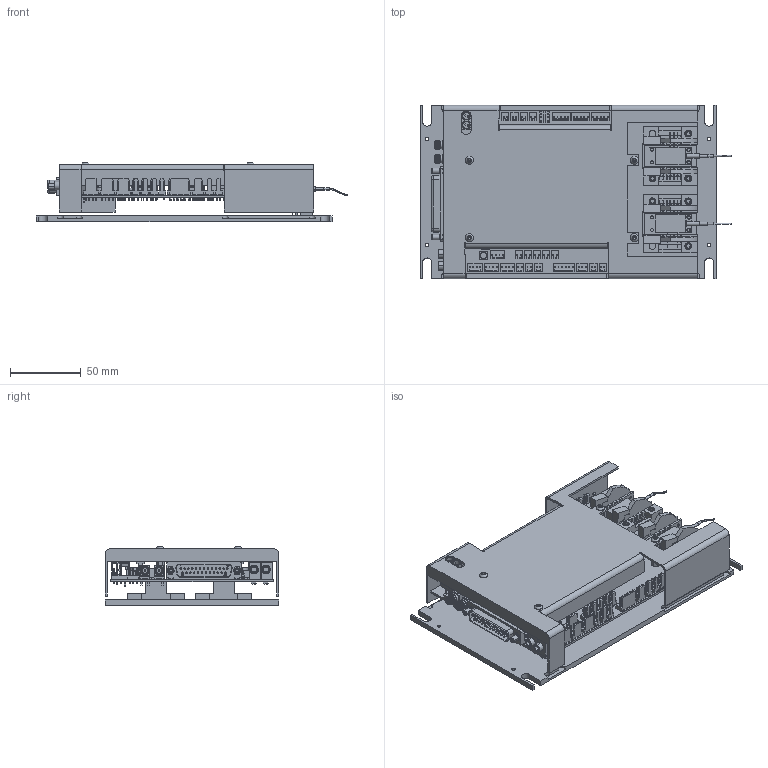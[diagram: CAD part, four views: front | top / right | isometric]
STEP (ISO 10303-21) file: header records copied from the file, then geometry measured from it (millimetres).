
FILE_DESCRIPTION (( 'STEP AP203' ), '1' );
FILE_NAME ('Centrale.STEP', '2023-08-09T12:49:12', ( '' ), ( '' ), 'SwSTEP 2.0', 'SolidWorks 2021', '' );
FILE_SCHEMA (( 'CONFIG_CONTROL_DESIGN' ));
Length unit declared in the file: millimetre
Products named in the file (1): Centrale
Bounding box: 221.2 x 123 x 41.91 mm (x, y, z)
Surface area: 171967.1 mm2 (no closed solid volume)
Topology: 0 solids, 232 shells, 2143 faces, 7881 edges, 5893 vertices
Faces by surface type: plane 1737, cylinder 299, cone 87, torus 8, bspline 8, sphere 4
Full cylindrical faces by diameter (mm): 1.4 x1, 1.6 x4, 2.2 x1, 2.5 x5, 3.5 x1, 3.6 x1, 3.8 x8, 4.496 x1, 5.5 x4, 5.7 x4, 6.5 x5
Entity records: 86565 total; most frequent: CARTESIAN_POINT 23587, ORIENTED_EDGE 11683, DIRECTION 11644, EDGE_CURVE 7805, VERTEX_POINT 5877, LINE 5404, VECTOR 5404, AXIS2_PLACEMENT_3D 3120
